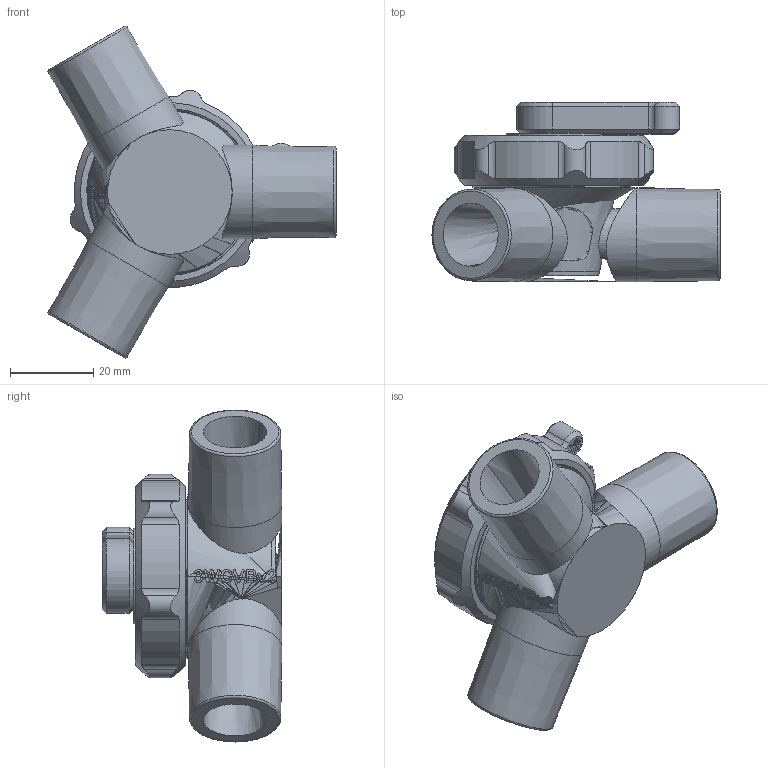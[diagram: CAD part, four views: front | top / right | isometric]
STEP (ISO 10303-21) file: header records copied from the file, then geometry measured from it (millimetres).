
FILE_DESCRIPTION(/* description */ (''),/* implementation_level */ '2;1');
FILE_NAME(/* name */ '3WayConicalValveAssembly.step',/* time_stamp */ '2020-03-25T18:54:37-07:00',/* author */ ('paddy'),/* organization */ (''),/* preprocessor_version */ 'ST-DEVELOPER v18',/* originating_system */ 'Autodesk Inventor 2020',/* authorisation */ '');
FILE_SCHEMA (('AUTOMOTIVE_DESIGN { 1 0 10303 214 3 1 1 }'));
Products named in the file (5): 3WayConicalValveAssemblyV2; 3WayConicalValveBodyv3; 3WayConicalValveCockV2; 3WayConicalValveHandle; 3WayConicalValveCapV2
Assembly tree (4 placements, depth 2):
  3WayConicalValveAssemblyV2
    3WayConicalValveBodyv3
    3WayConicalValveCockV2
    3WayConicalValveHandle
    3WayConicalValveCapV2
Bounding box: 69.33 x 43.25 x 79.9 mm (x, y, z)
Volume: 56905.2 mm3; surface area: 33149.9 mm2
Topology: 6 solids, 6 shells, 700 faces, 1936 edges, 1278 vertices
Faces by surface type: bspline 419, plane 142, cylinder 79, cone 46, torus 14
Full cylindrical faces by diameter (mm): 2.5 x1, 3.2 x1, 22.5 x3, 23 x1, 24 x1, 36.293 x4, 36.854 x3, 40 x4
Entity records: 36861 total; most frequent: CARTESIAN_POINT 21683, ORIENTED_EDGE 3872, EDGE_CURVE 1936, DIRECTION 1793, VERTEX_POINT 1278, B_SPLINE_CURVE_WITH_KNOTS 960, EDGE_LOOP 742, LINE 731
